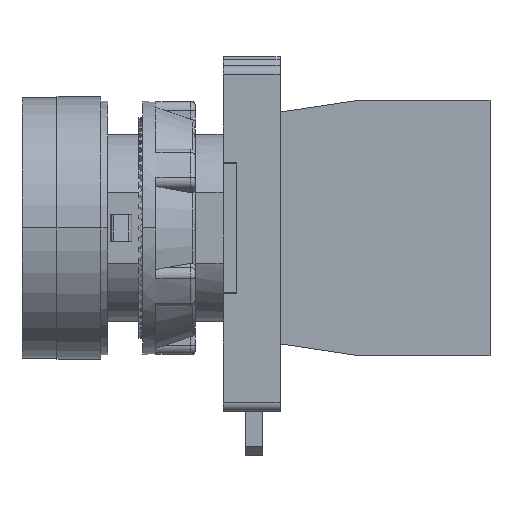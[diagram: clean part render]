
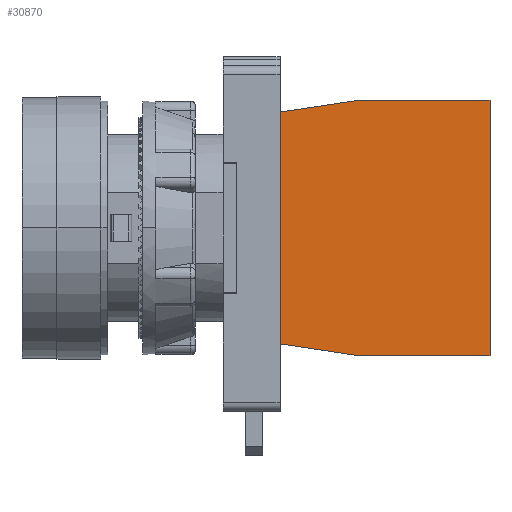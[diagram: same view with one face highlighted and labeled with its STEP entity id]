
A CAD part, left-side view. The second image highlights one B-rep face of the part: STEP entity #30870.
In plain terms, the highlighted planar face has unit normal (-1, 0, 0).
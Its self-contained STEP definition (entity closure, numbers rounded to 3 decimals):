
#990=DIRECTION('',(0.,0.,-1.));
#991=VECTOR('',#990,2.75);
#992=CARTESIAN_POINT('',(0.05,-6.5,13.25));
#993=LINE('',#992,#991);
#1020=DIRECTION('',(0.,0.,-1.));
#1021=VECTOR('',#1020,2.75);
#1022=CARTESIAN_POINT('',(0.05,-6.5,-10.5));
#1023=LINE('',#1022,#1021);
#12461=DIRECTION('',(0.,-0.989,0.148));
#12462=VECTOR('',#12461,9.101);
#12463=CARTESIAN_POINT('',(0.05,-6.5,13.25));
#12464=LINE('',#12463,#12462);
#12468=DIRECTION('',(0.,-1.,0.));
#12469=VECTOR('',#12468,15.);
#12470=CARTESIAN_POINT('',(0.05,-15.5,14.6));
#12471=LINE('',#12470,#12469);
#12475=DIRECTION('',(0.,0.,-1.));
#12476=VECTOR('',#12475,29.2);
#12477=CARTESIAN_POINT('',(0.05,-30.5,14.6));
#12478=LINE('',#12477,#12476);
#12482=DIRECTION('',(0.,1.,0.));
#12483=VECTOR('',#12482,15.);
#12484=CARTESIAN_POINT('',(0.05,-30.5,-14.6));
#12485=LINE('',#12484,#12483);
#12489=DIRECTION('',(0.,0.989,0.148));
#12490=VECTOR('',#12489,9.101);
#12491=CARTESIAN_POINT('',(0.05,-15.5,-14.6));
#12492=LINE('',#12491,#12490);
#12496=DIRECTION('',(0.,0.,1.));
#12497=VECTOR('',#12496,21.);
#12498=CARTESIAN_POINT('',(0.05,-6.5,-10.5));
#12499=LINE('',#12498,#12497);
#17049=CARTESIAN_POINT('',(0.05,-15.5,14.6));
#17050=CARTESIAN_POINT('',(0.05,-30.5,14.6));
#17051=VERTEX_POINT('',#17049);
#17052=VERTEX_POINT('',#17050);
#17053=CARTESIAN_POINT('',(0.05,-30.5,-14.6));
#17054=VERTEX_POINT('',#17053);
#17055=CARTESIAN_POINT('',(0.05,-15.5,-14.6));
#17056=VERTEX_POINT('',#17055);
#17065=CARTESIAN_POINT('',(0.05,-6.5,13.25));
#17066=CARTESIAN_POINT('',(0.05,-6.5,10.5));
#17067=VERTEX_POINT('',#17065);
#17068=VERTEX_POINT('',#17066);
#17069=CARTESIAN_POINT('',(0.05,-6.5,-10.5));
#17070=CARTESIAN_POINT('',(0.05,-6.5,-13.25));
#17071=VERTEX_POINT('',#17069);
#17072=VERTEX_POINT('',#17070);
#30850=CARTESIAN_POINT('',(0.05,0.,0.));
#30851=DIRECTION('',(1.,0.,0.));
#30852=DIRECTION('',(0.,0.,-1.));
#30853=AXIS2_PLACEMENT_3D('',#30850,#30851,#30852);
#30854=PLANE('',#30853);
#30855=ORIENTED_EDGE('',*,*,#19210,.F.);
#30857=ORIENTED_EDGE('',*,*,#30856,.T.);
#30859=ORIENTED_EDGE('',*,*,#30858,.T.);
#30861=ORIENTED_EDGE('',*,*,#30860,.T.);
#30863=ORIENTED_EDGE('',*,*,#30862,.T.);
#30865=ORIENTED_EDGE('',*,*,#30864,.T.);
#30866=ORIENTED_EDGE('',*,*,#19226,.F.);
#30867=ORIENTED_EDGE('',*,*,#30840,.T.);
#30868=EDGE_LOOP('',(#30855,#30857,#30859,#30861,#30863,#30865,#30866,#30867));
#30869=FACE_OUTER_BOUND('',#30868,.F.);
#19210=EDGE_CURVE('',#17067,#17068,#993,.T.);
#19226=EDGE_CURVE('',#17071,#17072,#1023,.T.);
#30840=EDGE_CURVE('',#17071,#17068,#12499,.T.);
#30856=EDGE_CURVE('',#17067,#17051,#12464,.T.);
#30858=EDGE_CURVE('',#17051,#17052,#12471,.T.);
#30860=EDGE_CURVE('',#17052,#17054,#12478,.T.);
#30862=EDGE_CURVE('',#17054,#17056,#12485,.T.);
#30864=EDGE_CURVE('',#17056,#17072,#12492,.T.);
#30870=ADVANCED_FACE('',(#30869),#30854,.F.);
